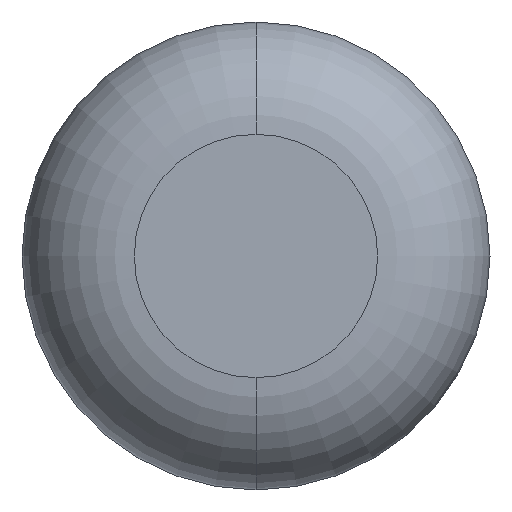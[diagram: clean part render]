
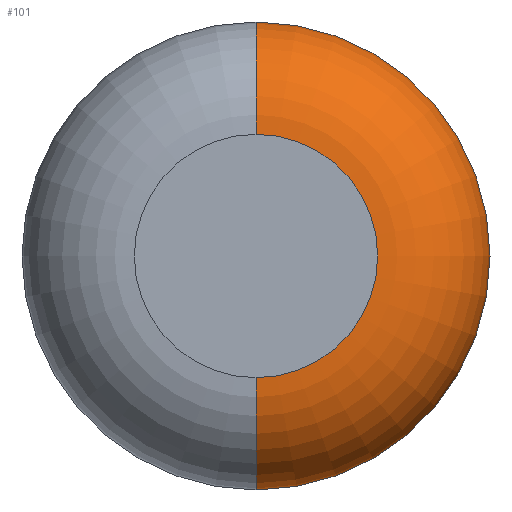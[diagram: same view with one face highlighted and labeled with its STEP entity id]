
A CAD part, front view. The second image highlights one B-rep face of the part: STEP entity #101.
In plain terms, the highlighted toroidal (fillet/blend) face has major radius 1.651 mm and minor radius 1.524 mm.
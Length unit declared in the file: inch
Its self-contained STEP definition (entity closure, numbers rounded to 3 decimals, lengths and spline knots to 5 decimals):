
#40 = CARTESIAN_POINT ( 'NONE',  ( 0., 0., -0.065 ) ) ;
#73 = AXIS2_PLACEMENT_3D ( 'NONE', #316, #86, #263 ) ;
#80 = DIRECTION ( 'NONE',  ( 0., 0., -1. ) ) ;
#86 = DIRECTION ( 'NONE',  ( 0., -1., 0. ) ) ;
#88 = DIRECTION ( 'NONE',  ( 1., 0., 0. ) ) ;
#91 = EDGE_LOOP ( 'NONE', ( #298, #308, #135, #226 ) ) ;
#99 = DIRECTION ( 'NONE',  ( 0., 0., 1. ) ) ;
#101 = ADVANCED_FACE ( 'NONE', ( #448 ), #318, .T. ) ;
#135 = ORIENTED_EDGE ( 'NONE', *, *, #349, .F. ) ;
#156 = CARTESIAN_POINT ( 'NONE',  ( 0., 0., 0. ) ) ;
#182 = CARTESIAN_POINT ( 'NONE',  ( 0., 0.06, 0.065 ) ) ;
#185 = CARTESIAN_POINT ( 'NONE',  ( 0., 0.06, -0.125 ) ) ;
#189 = CIRCLE ( 'NONE', #249, 0.06 ) ;
#196 = CARTESIAN_POINT ( 'NONE',  ( 0., 0.06, 0. ) ) ;
#226 = ORIENTED_EDGE ( 'NONE', *, *, #266, .F. ) ;
#234 = CIRCLE ( 'NONE', #480, 0.065 ) ;
#249 = AXIS2_PLACEMENT_3D ( 'NONE', #182, #88, #80 ) ;
#257 = CARTESIAN_POINT ( 'NONE',  ( 0., 0.06, -0.065 ) ) ;
#263 = DIRECTION ( 'NONE',  ( 0., 0., -1. ) ) ;
#266 = EDGE_CURVE ( 'NONE', #445, #520, #509, .T. ) ;
#274 = DIRECTION ( 'NONE',  ( 0., 0., -1. ) ) ;
#298 = ORIENTED_EDGE ( 'NONE', *, *, #446, .T. ) ;
#308 = ORIENTED_EDGE ( 'NONE', *, *, #362, .T. ) ;
#314 = DIRECTION ( 'NONE',  ( -1., 0., 0. ) ) ;
#316 = CARTESIAN_POINT ( 'NONE',  ( 0., 0.06, 0. ) ) ;
#318 = TOROIDAL_SURFACE ( 'NONE', #332, 0.065, 0.06 ) ;
#320 = CIRCLE ( 'NONE', #73, 0.125 ) ;
#332 = AXIS2_PLACEMENT_3D ( 'NONE', #196, #367, #540 ) ;
#342 = AXIS2_PLACEMENT_3D ( 'NONE', #257, #314, #99 ) ;
#349 = EDGE_CURVE ( 'NONE', #520, #440, #234, .T. ) ;
#362 = EDGE_CURVE ( 'NONE', #518, #440, #189, .T. ) ;
#367 = DIRECTION ( 'NONE',  ( 0., -1., 0. ) ) ;
#428 = DIRECTION ( 'NONE',  ( 0., -1., 0. ) ) ;
#440 = VERTEX_POINT ( 'NONE', #549 ) ;
#445 = VERTEX_POINT ( 'NONE', #185 ) ;
#446 = EDGE_CURVE ( 'NONE', #445, #518, #320, .T. ) ;
#448 = FACE_OUTER_BOUND ( 'NONE', #91, .T. ) ;
#480 = AXIS2_PLACEMENT_3D ( 'NONE', #156, #428, #274 ) ;
#507 = CARTESIAN_POINT ( 'NONE',  ( 0., 0.06, 0.125 ) ) ;
#509 = CIRCLE ( 'NONE', #342, 0.06 ) ;
#518 = VERTEX_POINT ( 'NONE', #507 ) ;
#520 = VERTEX_POINT ( 'NONE', #40 ) ;
#540 = DIRECTION ( 'NONE',  ( 0., 0., -1. ) ) ;
#549 = CARTESIAN_POINT ( 'NONE',  ( 0., 0., 0.065 ) ) ;
